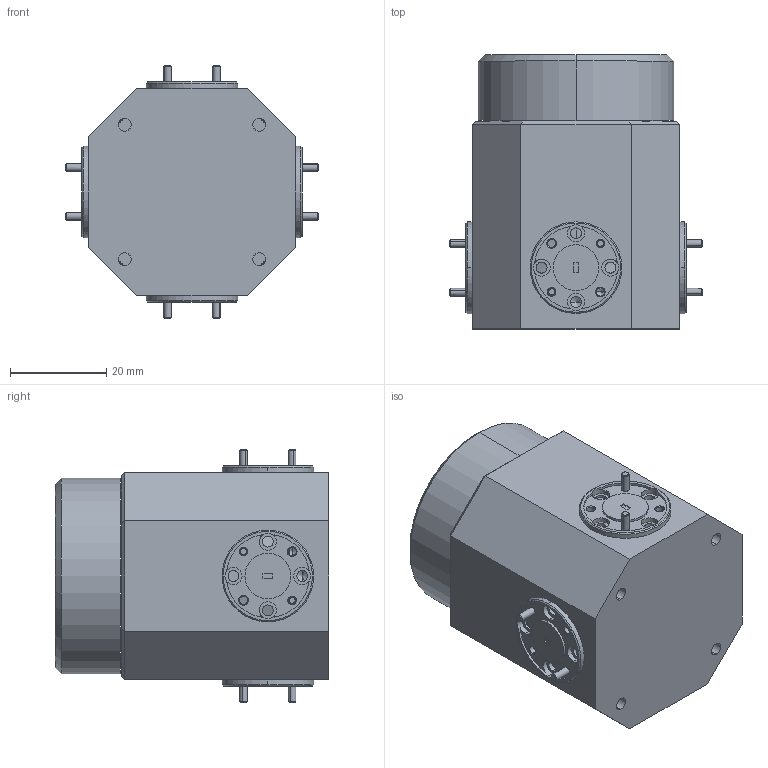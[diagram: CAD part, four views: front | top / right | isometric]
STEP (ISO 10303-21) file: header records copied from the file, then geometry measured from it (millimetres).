
FILE_DESCRIPTION (( 'STEP AP203' ), '1' );
FILE_NAME ('WJ-MF-A.STEP', '2023-08-11T22:02:38', ( '' ), ( '' ), 'SwSTEP 2.0', 'SolidWorks 2021', '' );
FILE_SCHEMA (( 'CONFIG_CONTROL_DESIGN' ));
Length unit declared in the file: inch
Products named in the file (1): WJ-MF-A
Bounding box: 52.45 x 56.92 x 52.45 mm (x, y, z)
Volume: 89649.2 mm3; surface area: 15405.8 mm2
Topology: 2 solids, 6 shells, 386 faces, 919 edges, 576 vertices
Faces by surface type: cylinder 191, cone 98, plane 97
Entity records: 11716 total; most frequent: CARTESIAN_POINT 2532, DIRECTION 2057, ORIENTED_EDGE 1790, EDGE_CURVE 895, AXIS2_PLACEMENT_3D 833, VERTEX_POINT 576, CIRCLE 446, EDGE_LOOP 441
